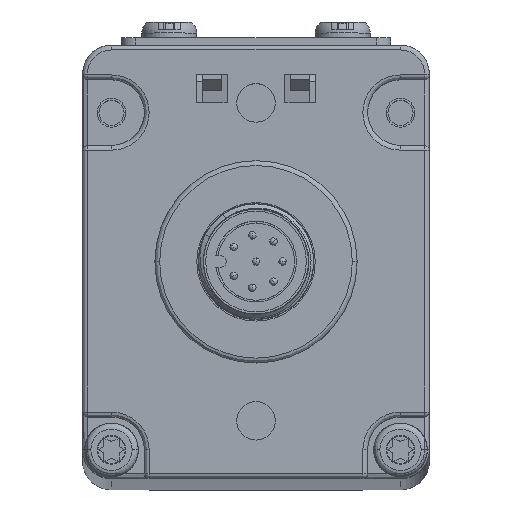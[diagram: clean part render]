
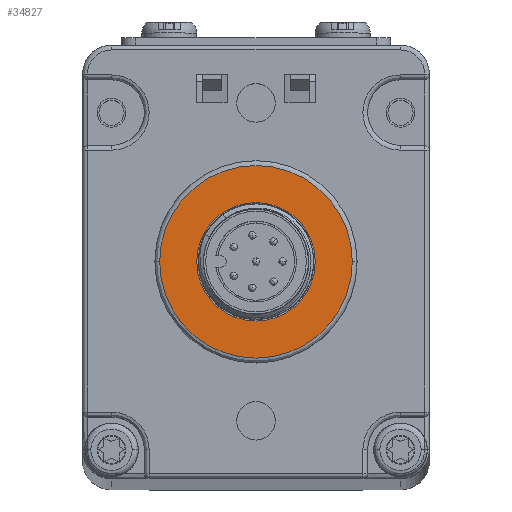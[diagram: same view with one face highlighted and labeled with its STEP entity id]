
A CAD part, top view. The second image highlights one B-rep face of the part: STEP entity #34827.
In plain terms, the highlighted planar face has unit normal (0, 0, 1).
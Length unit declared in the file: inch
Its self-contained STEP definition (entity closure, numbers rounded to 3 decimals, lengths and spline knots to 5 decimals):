
#12525=CARTESIAN_POINT('',(0.,0.88583,0.15748));
#12526=DIRECTION('',(0.,0.,1.));
#12527=DIRECTION('',(1.,0.,0.));
#12528=AXIS2_PLACEMENT_3D('',#12525,#12526,#12527);
#12540=CARTESIAN_POINT('',(0.,0.88583,0.15748));
#12541=DIRECTION('',(0.,0.,1.));
#12542=DIRECTION('',(1.,0.,0.));
#12543=AXIS2_PLACEMENT_3D('',#12540,#12541,#12542);
#12545=CARTESIAN_POINT('',(0.,0.88583,0.15748));
#12546=DIRECTION('',(0.,0.,1.));
#12547=DIRECTION('',(-1.,0.,0.));
#12548=AXIS2_PLACEMENT_3D('',#12545,#12546,#12547);
#12550=CARTESIAN_POINT('',(0.,0.88583,0.15748));
#12551=DIRECTION('',(0.,0.,1.));
#12552=DIRECTION('',(-1.,0.,0.));
#12553=AXIS2_PLACEMENT_3D('',#12550,#12551,#12552);
#16265=CARTESIAN_POINT('',(0.24213,0.88583,
0.15748));
#16266=CARTESIAN_POINT('',(-0.24213,0.88583,
0.15748));
#16267=VERTEX_POINT('',#16265);
#16268=VERTEX_POINT('',#16266);
#16541=CARTESIAN_POINT('',(0.3937,0.88583,
0.15748));
#16542=CARTESIAN_POINT('',(-0.3937,0.88583,
0.15748));
#16543=VERTEX_POINT('',#16541);
#16544=VERTEX_POINT('',#16542);
#34811=CARTESIAN_POINT('',(0.,0.,0.15748));
#34812=DIRECTION('',(0.,0.,1.));
#34813=DIRECTION('',(1.,0.,0.));
#34814=AXIS2_PLACEMENT_3D('',#34811,#34812,#34813);
#34815=PLANE('',#34814);
#34816=ORIENTED_EDGE('',*,*,#34801,.F.);
#34818=ORIENTED_EDGE('',*,*,#34817,.F.);
#34819=EDGE_LOOP('',(#34816,#34818));
#34820=FACE_OUTER_BOUND('',#34819,.F.);
#34822=ORIENTED_EDGE('',*,*,#34821,.T.);
#34824=ORIENTED_EDGE('',*,*,#34823,.T.);
#34825=EDGE_LOOP('',(#34822,#34824));
#34826=FACE_BOUND('',#34825,.F.);
#34827=ADVANCED_FACE('',(#34820,#34826),#34815,.T.);
#12529=CIRCLE('',#12528,0.3937);
#12544=CIRCLE('',#12543,0.24213);
#12549=CIRCLE('',#12548,0.24213);
#12554=CIRCLE('',#12553,0.3937);
#34801=EDGE_CURVE('',#16543,#16544,#12529,.T.);
#34817=EDGE_CURVE('',#16544,#16543,#12554,.T.);
#34821=EDGE_CURVE('',#16267,#16268,#12544,.T.);
#34823=EDGE_CURVE('',#16268,#16267,#12549,.T.);
